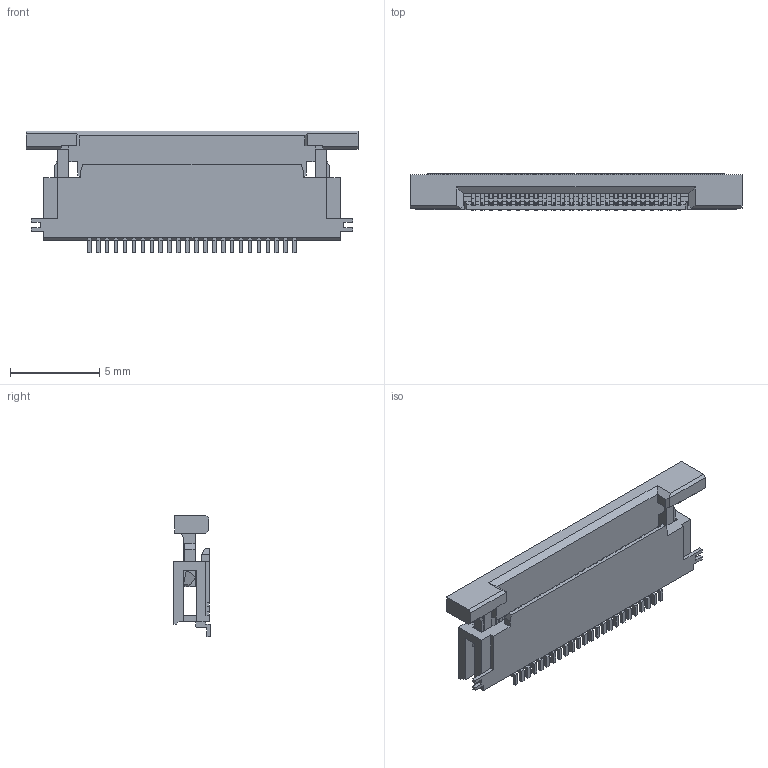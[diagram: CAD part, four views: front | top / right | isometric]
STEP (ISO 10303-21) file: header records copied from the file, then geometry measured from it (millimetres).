
FILE_DESCRIPTION(('STEP AP242'),'1');
FILE_NAME('52437-2471.stp','2022-03-30T04:13:48',('TraceParts'),('TraceParts S.A.'),'Spatial InterOp 3D',' ',' ');
FILE_SCHEMA(('AP242_MANAGED_MODEL_BASED_3D_ENGINEERING_MIM_LF {1 0 10303 442 1 1 4}'));
Length unit declared in the file: millimetre
Products named in the file (1): 52437-2471_1
Bounding box: 18.6 x 2.04 x 6.8 mm (x, y, z)
Volume: 106.2 mm3; surface area: 731 mm2
Topology: 2 solids, 2 shells, 956 faces, 3095 edges, 2156 vertices
Faces by surface type: plane 832, cylinder 124
Entity records: 33473 total; most frequent: CARTESIAN_POINT 5996, ORIENTED_EDGE 5968, DIRECTION 5257, EDGE_CURVE 2984, LINE 2847, VECTOR 2847, VERTEX_POINT 1934, AXIS2_PLACEMENT_3D 1205
